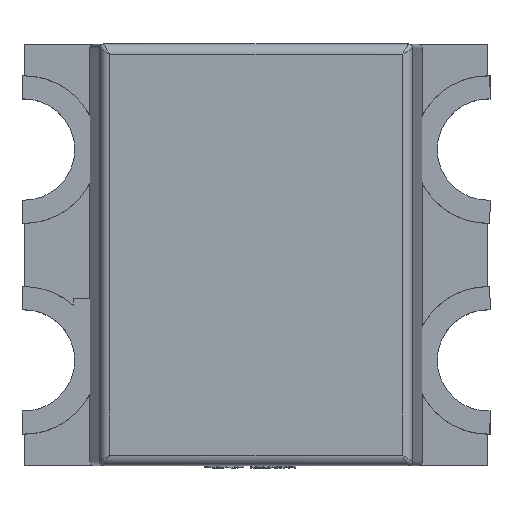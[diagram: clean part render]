
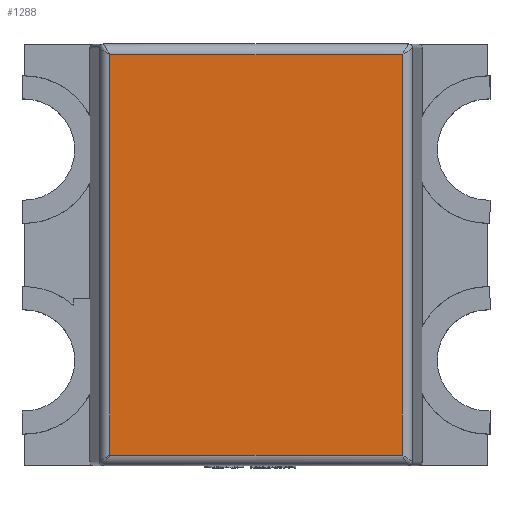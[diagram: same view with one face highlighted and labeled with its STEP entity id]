
A CAD part, top view. The second image highlights one B-rep face of the part: STEP entity #1288.
In plain terms, the highlighted planar face has unit normal (0, 0, 1).
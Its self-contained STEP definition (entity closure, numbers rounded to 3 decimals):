
#246 = LINE ( 'NONE', #397, #12262 ) ;
#397 = CARTESIAN_POINT ( 'NONE',  ( -0.693, 0., 0.84 ) ) ;
#558 = CARTESIAN_POINT ( 'NONE',  ( -0.693, -0.95, 0.84 ) ) ;
#598 = LINE ( 'NONE', #744, #15960 ) ;
#744 = CARTESIAN_POINT ( 'NONE',  ( -0.719, 0.95, 0.84 ) ) ;
#1216 = CARTESIAN_POINT ( 'NONE',  ( 0.719, -0.95, 0.84 ) ) ;
#1225 = DIRECTION ( 'NONE',  ( 1., 0., 0. ) ) ;
#1288 = ADVANCED_FACE ( 'NONE', ( #2471 ), #3461, .T. ) ;
#1406 = ORIENTED_EDGE ( 'NONE', *, *, #13854, .T. ) ;
#1634 = DIRECTION ( 'NONE',  ( 0., -1., 0. ) ) ;
#1939 = VERTEX_POINT ( 'NONE', #3849 ) ;
#2471 = FACE_OUTER_BOUND ( 'NONE', #8646, .T. ) ;
#2859 = ORIENTED_EDGE ( 'NONE', *, *, #5243, .T. ) ;
#3154 = EDGE_CURVE ( 'NONE', #5424, #1939, #11236, .T. ) ;
#3247 = DIRECTION ( 'NONE',  ( -1., 0., 0. ) ) ;
#3461 = PLANE ( 'NONE',  #10612 ) ;
#3849 = CARTESIAN_POINT ( 'NONE',  ( 0.693, -0.95, 0.84 ) ) ;
#5243 = EDGE_CURVE ( 'NONE', #15943, #9249, #598, .T. ) ;
#5424 = VERTEX_POINT ( 'NONE', #558 ) ;
#6691 = DIRECTION ( 'NONE',  ( 0., 1., 0. ) ) ;
#6973 = VECTOR ( 'NONE', #7597, 1000. ) ;
#7597 = DIRECTION ( 'NONE',  ( 1., 0., 0. ) ) ;
#7994 = LINE ( 'NONE', #11956, #9691 ) ;
#8646 = EDGE_LOOP ( 'NONE', ( #10916, #1406, #2859, #10132 ) ) ;
#9249 = VERTEX_POINT ( 'NONE', #10492 ) ;
#9691 = VECTOR ( 'NONE', #6691, 1000. ) ;
#10132 = ORIENTED_EDGE ( 'NONE', *, *, #13409, .T. ) ;
#10492 = CARTESIAN_POINT ( 'NONE',  ( -0.693, 0.95, 0.84 ) ) ;
#10612 = AXIS2_PLACEMENT_3D ( 'NONE', #12224, #12394, #1225 ) ;
#10916 = ORIENTED_EDGE ( 'NONE', *, *, #3154, .T. ) ;
#11236 = LINE ( 'NONE', #1216, #6973 ) ;
#11265 = CARTESIAN_POINT ( 'NONE',  ( 0.693, 0.95, 0.84 ) ) ;
#11956 = CARTESIAN_POINT ( 'NONE',  ( 0.693, 0., 0.84 ) ) ;
#12224 = CARTESIAN_POINT ( 'NONE',  ( 0., 0., 0.84 ) ) ;
#12262 = VECTOR ( 'NONE', #1634, 1000. ) ;
#12394 = DIRECTION ( 'NONE',  ( 0., 0., 1. ) ) ;
#13409 = EDGE_CURVE ( 'NONE', #9249, #5424, #246, .T. ) ;
#13854 = EDGE_CURVE ( 'NONE', #1939, #15943, #7994, .T. ) ;
#15943 = VERTEX_POINT ( 'NONE', #11265 ) ;
#15960 = VECTOR ( 'NONE', #3247, 1000. ) ;
